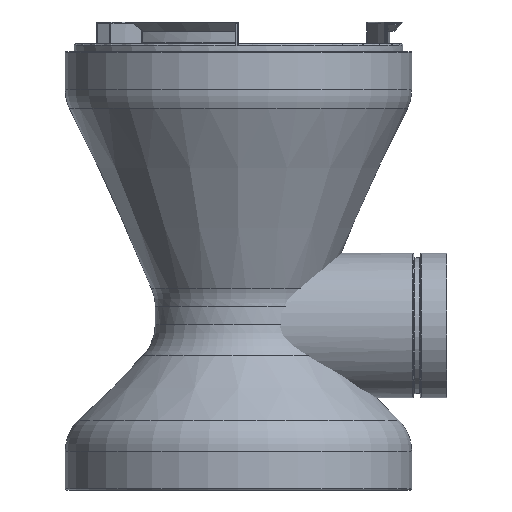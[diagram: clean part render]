
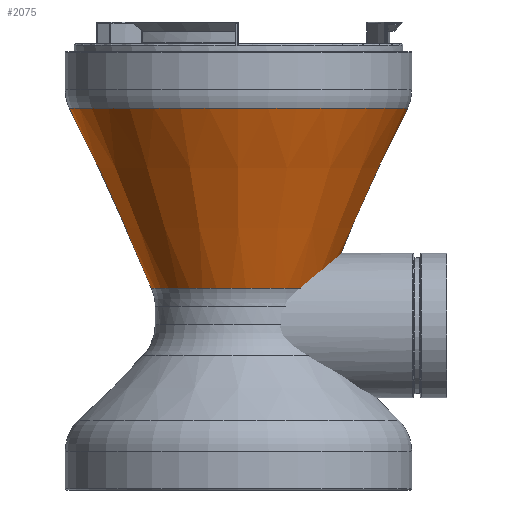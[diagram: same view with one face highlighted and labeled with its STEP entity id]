
A CAD part, left-side view. The second image highlights one B-rep face of the part: STEP entity #2075.
In plain terms, the highlighted conical face has half-angle 24.489 degrees and reference radius 60.605 mm.
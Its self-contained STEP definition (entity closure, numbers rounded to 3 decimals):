
#22=CONICAL_SURFACE('',#2281,60.605,0.427);
#192=FACE_OUTER_BOUND('',#313,.T.);
#313=EDGE_LOOP('',(#1689,#1690,#1691,#1692,#1693,#1694,#1695));
#430=CIRCLE('',#2279,77.201);
#431=CIRCLE('',#2280,77.201);
#432=CIRCLE('',#2282,39.799);
#433=CIRCLE('',#2283,39.799);
#547=B_SPLINE_CURVE_WITH_KNOTS('',3,(#4366,#4367,#4368,#4369,#4370,#4371,
#4372,#4373,#4374,#4375,#4376,#4377,#4378,#4379,#4380,#4381,#4382,#4383,
#4384,#4385,#4386,#4387,#4388,#4389,#4390,#4391),.UNSPECIFIED.,.F.,.F.,
(4,2,2,2,2,2,2,2,2,2,2,2,4),(2.039,2.151,2.869,
3.422,3.975,4.528,5.082,5.635,
6.188,6.741,7.295,8.012,8.124),
 .UNSPECIFIED.);
#662=LINE('',#4362,#748);
#748=VECTOR('',#2726,60.605);
#910=VERTEX_POINT('',#4355);
#911=VERTEX_POINT('',#4357);
#912=VERTEX_POINT('',#4361);
#913=VERTEX_POINT('',#4363);
#914=VERTEX_POINT('',#4365);
#1192=EDGE_CURVE('',#910,#911,#430,.T.);
#1193=EDGE_CURVE('',#911,#910,#431,.T.);
#1194=EDGE_CURVE('',#911,#912,#662,.T.);
#1195=EDGE_CURVE('',#913,#912,#432,.T.);
#1196=EDGE_CURVE('',#913,#914,#547,.T.);
#1197=EDGE_CURVE('',#912,#914,#433,.T.);
#1689=ORIENTED_EDGE('',*,*,#1192,.F.);
#1690=ORIENTED_EDGE('',*,*,#1193,.F.);
#1691=ORIENTED_EDGE('',*,*,#1194,.T.);
#1692=ORIENTED_EDGE('',*,*,#1195,.F.);
#1693=ORIENTED_EDGE('',*,*,#1196,.T.);
#1694=ORIENTED_EDGE('',*,*,#1197,.F.);
#1695=ORIENTED_EDGE('',*,*,#1194,.F.);
#2075=ADVANCED_FACE('',(#192),#22,.T.);
#2279=AXIS2_PLACEMENT_3D('',#4358,#2720,#2721);
#2280=AXIS2_PLACEMENT_3D('',#4359,#2722,#2723);
#2281=AXIS2_PLACEMENT_3D('',#4360,#2724,#2725);
#2282=AXIS2_PLACEMENT_3D('',#4364,#2727,#2728);
#2283=AXIS2_PLACEMENT_3D('',#4392,#2729,#2730);
#2720=DIRECTION('center_axis',(0.,0.,1.));
#2721=DIRECTION('ref_axis',(1.,0.,0.));
#2722=DIRECTION('center_axis',(0.,0.,1.));
#2723=DIRECTION('ref_axis',(1.,0.,0.));
#2724=DIRECTION('center_axis',(0.,0.,1.));
#2725=DIRECTION('ref_axis',(-1.,0.,0.));
#2726=DIRECTION('',(-0.415,0.,-0.91));
#2727=DIRECTION('center_axis',(0.,0.,-1.));
#2728=DIRECTION('ref_axis',(0.,1.,0.));
#2729=DIRECTION('center_axis',(0.,0.,-1.));
#2730=DIRECTION('ref_axis',(0.,1.,0.));
#4355=CARTESIAN_POINT('',(-77.201,0.,174.234));
#4357=CARTESIAN_POINT('',(77.201,0.,174.234));
#4358=CARTESIAN_POINT('Origin',(0.,0.,174.234));
#4359=CARTESIAN_POINT('Origin',(0.,0.,174.234));
#4360=CARTESIAN_POINT('Origin',(0.,0.,137.8));
#4361=CARTESIAN_POINT('',(39.799,0.,92.122));
#4362=CARTESIAN_POINT('',(60.605,0.,137.8));
#4363=CARTESIAN_POINT('',(-23.715,-31.962,92.122));
#4364=CARTESIAN_POINT('Origin',(0.,0.,92.122));
#4365=CARTESIAN_POINT('',(23.715,-31.962,92.122));
#4366=CARTESIAN_POINT('Ctrl Pts',(-23.715,-31.962,92.122));
#4367=CARTESIAN_POINT('Ctrl Pts',(-23.541,-32.227,92.362));
#4368=CARTESIAN_POINT('Ctrl Pts',(-23.364,-32.49,92.601));
#4369=CARTESIAN_POINT('Ctrl Pts',(-22.025,-34.408,94.341));
#4370=CARTESIAN_POINT('Ctrl Pts',(-20.704,-35.964,95.752));
#4371=CARTESIAN_POINT('Ctrl Pts',(-18.123,-38.449,98.008));
#4372=CARTESIAN_POINT('Ctrl Pts',(-16.841,-39.513,98.974));
#4373=CARTESIAN_POINT('Ctrl Pts',(-13.998,-41.456,100.737));
#4374=CARTESIAN_POINT('Ctrl Pts',(-12.437,-42.333,101.534));
#4375=CARTESIAN_POINT('Ctrl Pts',(-9.112,-43.784,102.852));
#4376=CARTESIAN_POINT('Ctrl Pts',(-7.344,-44.358,103.373));
#4377=CARTESIAN_POINT('Ctrl Pts',(-3.71,-45.128,104.073));
#4378=CARTESIAN_POINT('Ctrl Pts',(-1.844,-45.323,104.25));
#4379=CARTESIAN_POINT('Ctrl Pts',(1.844,-45.323,104.25));
#4380=CARTESIAN_POINT('Ctrl Pts',(3.71,-45.128,104.073));
#4381=CARTESIAN_POINT('Ctrl Pts',(7.344,-44.358,103.373));
#4382=CARTESIAN_POINT('Ctrl Pts',(9.112,-43.784,102.852));
#4383=CARTESIAN_POINT('Ctrl Pts',(12.437,-42.333,101.534));
#4384=CARTESIAN_POINT('Ctrl Pts',(13.998,-41.456,100.737));
#4385=CARTESIAN_POINT('Ctrl Pts',(16.841,-39.513,98.974));
#4386=CARTESIAN_POINT('Ctrl Pts',(18.123,-38.449,98.008));
#4387=CARTESIAN_POINT('Ctrl Pts',(20.704,-35.964,95.752));
#4388=CARTESIAN_POINT('Ctrl Pts',(22.025,-34.408,94.341));
#4389=CARTESIAN_POINT('Ctrl Pts',(23.364,-32.49,92.601));
#4390=CARTESIAN_POINT('Ctrl Pts',(23.541,-32.227,92.362));
#4391=CARTESIAN_POINT('Ctrl Pts',(23.715,-31.962,92.122));
#4392=CARTESIAN_POINT('Origin',(0.,0.,92.122));
